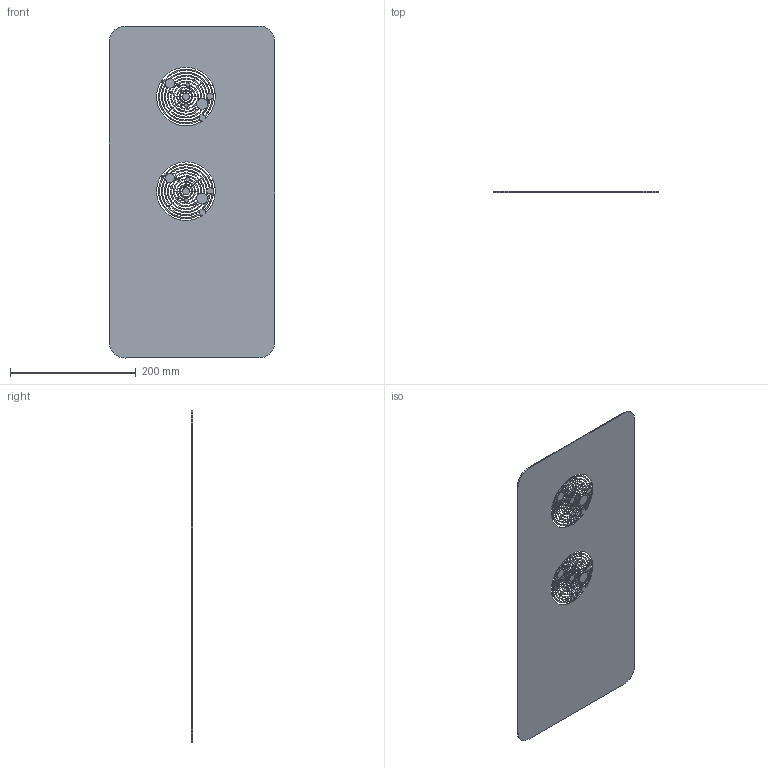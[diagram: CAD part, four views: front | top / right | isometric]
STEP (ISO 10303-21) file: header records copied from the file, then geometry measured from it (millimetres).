
FILE_DESCRIPTION(/* description */ (''),/* implementation_level */ '2;1');
FILE_NAME(/* name */ 'Top V1.step',/* time_stamp */ '2018-10-31T20:13:32-06:00',/* author */ (''),/* organization */ (''),/* preprocessor_version */ 'ST-DEVELOPER v17.2',/* originating_system */ 'Autodesk Translation Framework v7.6.0.251',/* authorisation */ '');
FILE_SCHEMA (('AUTOMOTIVE_DESIGN { 1 0 10303 214 3 1 1 }'));
Length unit declared in the file: millimetre
Products named in the file (1): Top
Bounding box: 262.5 x 1.6 x 527.3 mm (x, y, z)
Volume: 207972.5 mm3; surface area: 273225.6 mm2
Topology: 1 solids, 1 shells, 609 faces, 1821 edges, 1214 vertices
Faces by surface type: bspline 430, plane 173, cylinder 6
Entity records: 24202 total; most frequent: CARTESIAN_POINT 10359, ORIENTED_EDGE 3642, EDGE_CURVE 1821, DIRECTION 1421, VERTEX_POINT 1214, LINE 949, VECTOR 949, B_SPLINE_CURVE_WITH_KNOTS 816
